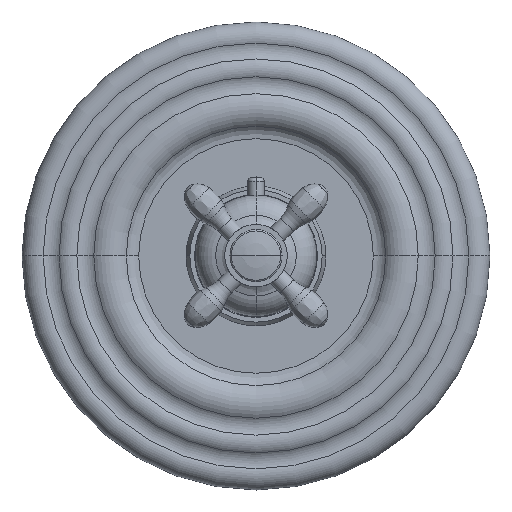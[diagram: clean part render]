
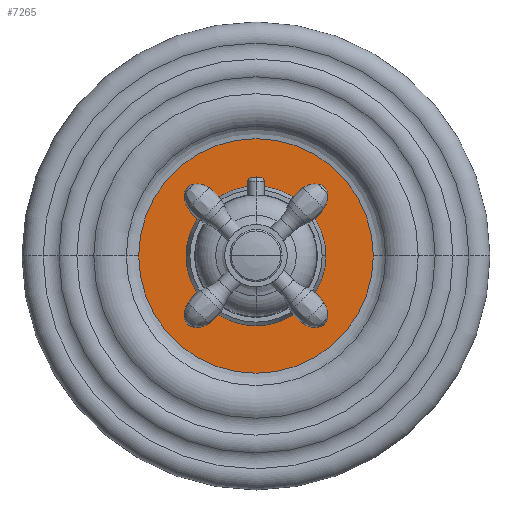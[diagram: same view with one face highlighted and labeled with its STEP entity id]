
A CAD part, top view. The second image highlights one B-rep face of the part: STEP entity #7265.
In plain terms, the highlighted planar face has unit normal (0, 0, 1).
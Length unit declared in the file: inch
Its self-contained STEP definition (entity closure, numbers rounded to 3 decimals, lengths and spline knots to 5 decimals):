
#120=CARTESIAN_POINT('',(0.,0.,0.31244));
#121=DIRECTION('',(0.,0.,-1.));
#122=DIRECTION('',(1.,0.,0.));
#123=AXIS2_PLACEMENT_3D('',#120,#121,#122);
#130=CARTESIAN_POINT('',(0.,0.,0.31244));
#131=DIRECTION('',(0.,0.,-1.));
#132=DIRECTION('',(-1.,0.,0.));
#133=AXIS2_PLACEMENT_3D('',#130,#131,#132);
#135=CARTESIAN_POINT('',(0.,0.,0.31244));
#136=DIRECTION('',(0.,0.,-1.));
#137=DIRECTION('',(1.,0.,0.));
#138=AXIS2_PLACEMENT_3D('',#135,#136,#137);
#140=CARTESIAN_POINT('',(0.,0.,0.31244));
#141=DIRECTION('',(0.,0.,1.));
#142=DIRECTION('',(1.,0.,0.));
#143=AXIS2_PLACEMENT_3D('',#140,#141,#142);
#5974=CARTESIAN_POINT('',(1.87952,0.,0.31244));
#5975=CARTESIAN_POINT('',(-1.87952,0.,0.31244));
#5976=VERTEX_POINT('',#5974);
#5977=VERTEX_POINT('',#5975);
#5982=CARTESIAN_POINT('',(-1.12,0.,0.31244));
#5983=CARTESIAN_POINT('',(1.12,0.,0.31244));
#5984=VERTEX_POINT('',#5982);
#5985=VERTEX_POINT('',#5983);
#7249=CARTESIAN_POINT('',(0.,0.,0.31244));
#7250=DIRECTION('',(0.,0.,-1.));
#7251=DIRECTION('',(-1.,0.,0.));
#7252=AXIS2_PLACEMENT_3D('',#7249,#7250,#7251);
#7253=PLANE('',#7252);
#7254=ORIENTED_EDGE('',*,*,#7239,.T.);
#7256=ORIENTED_EDGE('',*,*,#7255,.F.);
#7257=EDGE_LOOP('',(#7254,#7256));
#7258=FACE_OUTER_BOUND('',#7257,.F.);
#7260=ORIENTED_EDGE('',*,*,#7259,.F.);
#7262=ORIENTED_EDGE('',*,*,#7261,.F.);
#7263=EDGE_LOOP('',(#7260,#7262));
#7264=FACE_BOUND('',#7263,.F.);
#7265=ADVANCED_FACE('',(#7258,#7264),#7253,.F.);
#124=CIRCLE('',#123,1.87952);
#134=CIRCLE('',#133,1.12);
#139=CIRCLE('',#138,1.12);
#144=CIRCLE('',#143,1.87952);
#7239=EDGE_CURVE('',#5976,#5977,#124,.T.);
#7255=EDGE_CURVE('',#5976,#5977,#144,.T.);
#7259=EDGE_CURVE('',#5984,#5985,#134,.T.);
#7261=EDGE_CURVE('',#5985,#5984,#139,.T.);
